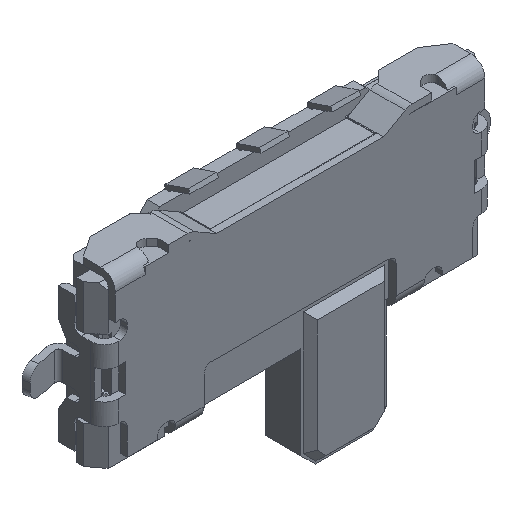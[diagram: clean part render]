
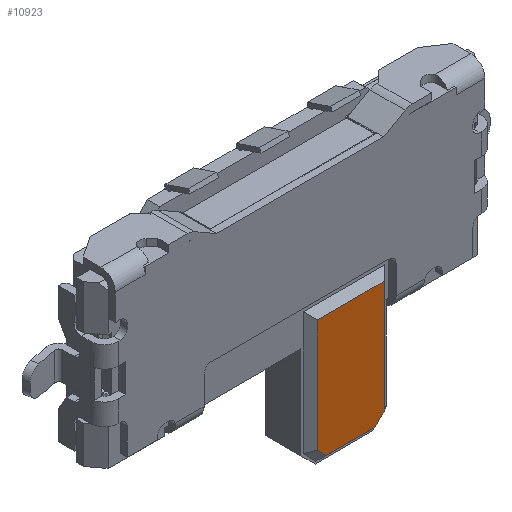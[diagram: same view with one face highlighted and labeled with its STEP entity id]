
A CAD part, isometric view. The second image highlights one B-rep face of the part: STEP entity #10923.
In plain terms, the highlighted planar face has unit normal (0, -1, 0).
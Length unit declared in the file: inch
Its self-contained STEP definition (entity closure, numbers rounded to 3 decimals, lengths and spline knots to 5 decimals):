
#80 = CARTESIAN_POINT ( 'NONE',  ( 0.00438, -0.02756, -0.05126 ) ) ;
#233 = DIRECTION ( 'NONE',  ( 1., 0., 0. ) ) ;
#473 = ORIENTED_EDGE ( 'NONE', *, *, #2656, .T. ) ;
#489 = LINE ( 'NONE', #9508, #12564 ) ;
#826 = VECTOR ( 'NONE', #4723, 39.37008 ) ;
#876 = VERTEX_POINT ( 'NONE', #12474 ) ;
#1315 = DIRECTION ( 'NONE',  ( 0., -1., 0. ) ) ;
#1653 = ORIENTED_EDGE ( 'NONE', *, *, #6558, .T. ) ;
#1712 = EDGE_CURVE ( 'NONE', #3838, #5696, #16239, .T. ) ;
#2508 = DIRECTION ( 'NONE',  ( 1., 0., 0. ) ) ;
#2656 = EDGE_CURVE ( 'NONE', #876, #3838, #489, .T. ) ;
#3011 = VECTOR ( 'NONE', #16153, 39.37008 ) ;
#3575 = LINE ( 'NONE', #7474, #8697 ) ;
#3667 = EDGE_LOOP ( 'NONE', ( #16270, #1653, #11023, #11656, #12415, #473 ) ) ;
#3732 = LINE ( 'NONE', #3890, #9149 ) ;
#3817 = VERTEX_POINT ( 'NONE', #12521 ) ;
#3838 = VERTEX_POINT ( 'NONE', #15025 ) ;
#3890 = CARTESIAN_POINT ( 'NONE',  ( 0.0465, -0.02756, -0.05126 ) ) ;
#3931 = CARTESIAN_POINT ( 'NONE',  ( 0.00949, -0.02756, 0.02118 ) ) ;
#4439 = DIRECTION ( 'NONE',  ( 0.707, 0., -0.707 ) ) ;
#4723 = DIRECTION ( 'NONE',  ( 0., 0., -1. ) ) ;
#4993 = DIRECTION ( 'NONE',  ( 0.707, 0., 0.707 ) ) ;
#5355 = FACE_OUTER_BOUND ( 'NONE', #3667, .T. ) ;
#5696 = VERTEX_POINT ( 'NONE', #6625 ) ;
#6126 = CARTESIAN_POINT ( 'NONE',  ( 0.00949, -0.02756, -0.05126 ) ) ;
#6558 = EDGE_CURVE ( 'NONE', #5696, #15963, #3575, .T. ) ;
#6625 = CARTESIAN_POINT ( 'NONE',  ( 0.04163, -0.02756, -0.04614 ) ) ;
#6915 = EDGE_CURVE ( 'NONE', #10946, #876, #16111, .T. ) ;
#7474 = CARTESIAN_POINT ( 'NONE',  ( 0.04163, -0.02756, -0.04614 ) ) ;
#8697 = VECTOR ( 'NONE', #4993, 39.37008 ) ;
#9149 = VECTOR ( 'NONE', #12635, 39.37008 ) ;
#9508 = CARTESIAN_POINT ( 'NONE',  ( 0.00949, -0.02756, -0.04127 ) ) ;
#9819 = CARTESIAN_POINT ( 'NONE',  ( 0.00438, -0.02756, 0.02118 ) ) ;
#10903 = CARTESIAN_POINT ( 'NONE',  ( 0.0465, -0.02756, -0.04127 ) ) ;
#10923 = ADVANCED_FACE ( 'NONE', ( #5355 ), #12752, .T. ) ;
#10946 = VERTEX_POINT ( 'NONE', #3931 ) ;
#11023 = ORIENTED_EDGE ( 'NONE', *, *, #15182, .T. ) ;
#11228 = LINE ( 'NONE', #9819, #3011 ) ;
#11656 = ORIENTED_EDGE ( 'NONE', *, *, #14691, .T. ) ;
#12415 = ORIENTED_EDGE ( 'NONE', *, *, #6915, .T. ) ;
#12474 = CARTESIAN_POINT ( 'NONE',  ( 0.00949, -0.02756, -0.04127 ) ) ;
#12521 = CARTESIAN_POINT ( 'NONE',  ( 0.0465, -0.02756, 0.02118 ) ) ;
#12564 = VECTOR ( 'NONE', #4439, 39.37008 ) ;
#12635 = DIRECTION ( 'NONE',  ( 0., 0., 1. ) ) ;
#12752 = PLANE ( 'NONE',  #13070 ) ;
#13070 = AXIS2_PLACEMENT_3D ( 'NONE', #80, #1315, #233 ) ;
#14691 = EDGE_CURVE ( 'NONE', #3817, #10946, #11228, .T. ) ;
#14992 = CARTESIAN_POINT ( 'NONE',  ( 0.00438, -0.02756, -0.04614 ) ) ;
#15025 = CARTESIAN_POINT ( 'NONE',  ( 0.01437, -0.02756, -0.04614 ) ) ;
#15182 = EDGE_CURVE ( 'NONE', #15963, #3817, #3732, .T. ) ;
#15631 = VECTOR ( 'NONE', #2508, 39.37008 ) ;
#15963 = VERTEX_POINT ( 'NONE', #10903 ) ;
#16111 = LINE ( 'NONE', #6126, #826 ) ;
#16153 = DIRECTION ( 'NONE',  ( -1., 0., 0. ) ) ;
#16239 = LINE ( 'NONE', #14992, #15631 ) ;
#16270 = ORIENTED_EDGE ( 'NONE', *, *, #1712, .T. ) ;
